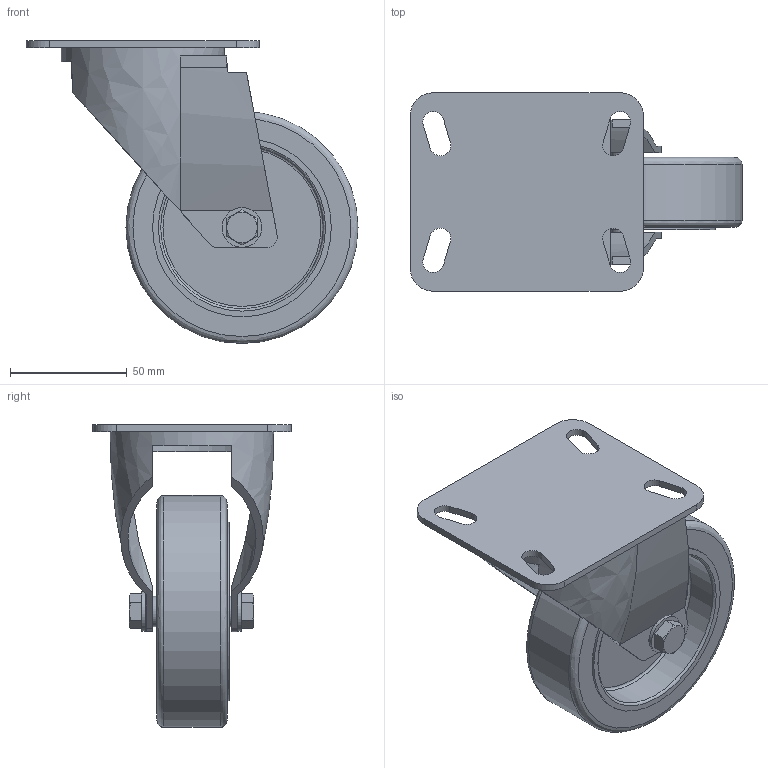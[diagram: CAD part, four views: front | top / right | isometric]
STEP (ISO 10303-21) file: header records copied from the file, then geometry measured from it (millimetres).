
FILE_DESCRIPTION(('STEP AP203'),'2;1');
FILE_NAME('24.153.00.stp','2011-03-07T09:24:33',(''),(''),'2009.3.110','THINKDESIGN','');
FILE_SCHEMA(('CONFIG_CONTROL_DESIGN'));
Length unit declared in the file: millimetre
Bounding box: 142.2 x 85 x 129.78 mm (x, y, z)
Volume: 204678.3 mm3; surface area: 90925.9 mm2
Topology: 10 solids, 10 shells, 132 faces, 332 edges, 224 vertices
Faces by surface type: plane 79, cylinder 31, bspline 22
Full cylindrical faces by diameter (mm): 8 x2, 8.4 x2, 13 x2, 17 x2, 69.663 x1, 71.663 x1, 72 x1, 76.552 x1, 99.4 x1
Entity records: 5525 total; most frequent: CARTESIAN_POINT 2306, ORIENTED_EDGE 664, DIRECTION 614, EDGE_CURVE 332, AXIS2_PLACEMENT_3D 230, VERTEX_POINT 224, VECTOR 154, LINE 154
